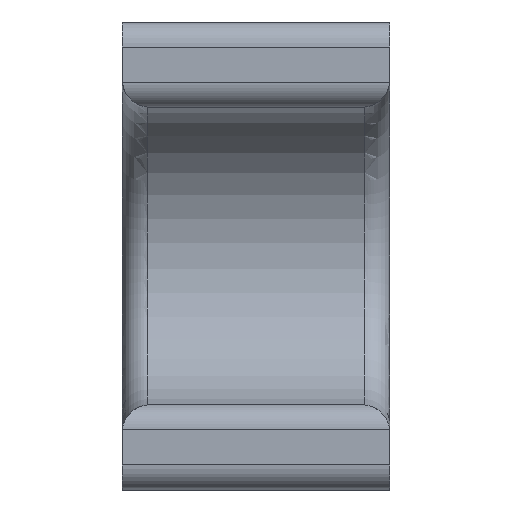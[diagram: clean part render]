
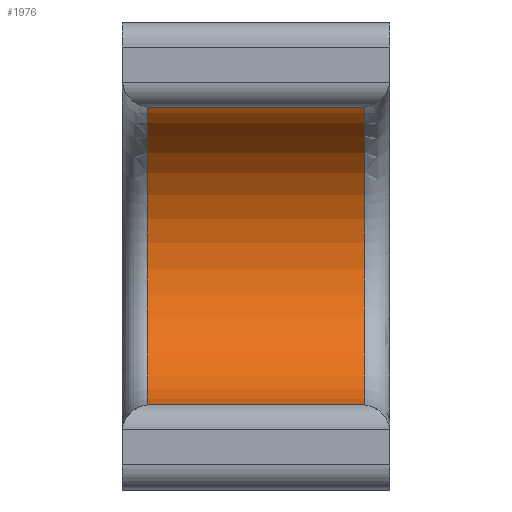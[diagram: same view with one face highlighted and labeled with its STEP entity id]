
A CAD part, front view. The second image highlights one B-rep face of the part: STEP entity #1976.
In plain terms, the highlighted cylindrical face has radius 4.5 mm (diameter 9 mm), a partial arc.
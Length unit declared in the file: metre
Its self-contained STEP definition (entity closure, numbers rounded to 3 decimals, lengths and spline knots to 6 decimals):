
#97=CIRCLE('',#2153,0.0045);
#98=CIRCLE('',#2154,0.0045);
#184=CYLINDRICAL_SURFACE('',#2152,0.0045);
#406=ORIENTED_EDGE('',*,*,#964,.T.);
#407=ORIENTED_EDGE('',*,*,#965,.T.);
#408=ORIENTED_EDGE('',*,*,#966,.T.);
#409=ORIENTED_EDGE('',*,*,#967,.T.);
#964=EDGE_CURVE('',#1240,#1241,#97,.T.);
#965=EDGE_CURVE('',#1241,#1242,#1391,.T.);
#966=EDGE_CURVE('',#1242,#1243,#98,.F.);
#967=EDGE_CURVE('',#1243,#1240,#1392,.F.);
#1240=VERTEX_POINT('',#3254);
#1241=VERTEX_POINT('',#3255);
#1242=VERTEX_POINT('',#3257);
#1243=VERTEX_POINT('',#3259);
#1391=LINE('',#3256,#1515);
#1392=LINE('',#3260,#1516);
#1515=VECTOR('',#2514,1.);
#1516=VECTOR('',#2517,1.);
#1605=EDGE_LOOP('',(#406,#407,#408,#409));
#1781=FACE_BOUND('',#1605,.T.);
#1976=ADVANCED_FACE('',(#1781),#184,.F.);
#2152=AXIS2_PLACEMENT_3D('',#3252,#2510,#2511);
#2153=AXIS2_PLACEMENT_3D('',#3253,#2512,#2513);
#2154=AXIS2_PLACEMENT_3D('',#3258,#2515,#2516);
#2510=DIRECTION('',(-1.,0.,0.));
#2511=DIRECTION('',(0.,-1.,0.));
#2512=DIRECTION('',(1.,0.,0.));
#2513=DIRECTION('',(0.,1.,0.));
#2514=DIRECTION('',(-1.,0.,0.));
#2515=DIRECTION('',(1.,0.,0.));
#2516=DIRECTION('',(0.,1.,0.));
#2517=DIRECTION('',(-1.,0.,0.));
#3252=CARTESIAN_POINT('',(0.063,-0.0275,0.007));
#3253=CARTESIAN_POINT('',(0.06225,-0.0275,0.007));
#3254=CARTESIAN_POINT('',(0.06225,-0.026857,0.002546));
#3255=CARTESIAN_POINT('',(0.06225,-0.026857,0.011454));
#3256=CARTESIAN_POINT('',(0.063,-0.026857,0.011454));
#3257=CARTESIAN_POINT('',(0.05575,-0.026857,0.011454));
#3258=CARTESIAN_POINT('',(0.05575,-0.0275,0.007));
#3259=CARTESIAN_POINT('',(0.05575,-0.026857,0.002546));
#3260=CARTESIAN_POINT('',(0.063,-0.026857,0.002546));
